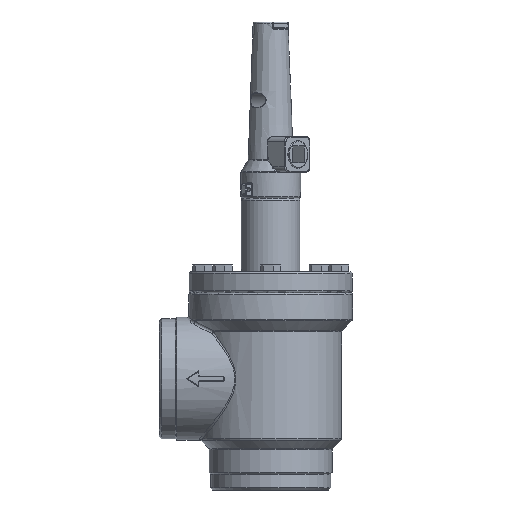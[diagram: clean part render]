
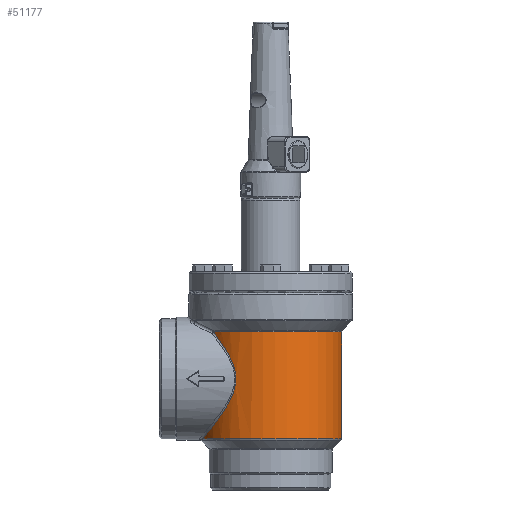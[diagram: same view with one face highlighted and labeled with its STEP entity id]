
A CAD part, front view. The second image highlights one B-rep face of the part: STEP entity #51177.
In plain terms, the highlighted cylindrical face has radius 67.5 mm (diameter 135 mm), a partial arc.
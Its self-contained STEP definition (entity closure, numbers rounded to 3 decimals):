
#1182=CARTESIAN_POINT('',(67.5,-0.,44.672));
#1183=VERTEX_POINT('',#1182);
#1184=CARTESIAN_POINT('',(67.5,0.,-57.172));
#1185=VERTEX_POINT('',#1184);
#1186=CARTESIAN_POINT('',(67.5,0.,44.672));
#1187=DIRECTION('',(-0.,-0.,-1.));
#1188=VECTOR('',#1187,101.843);
#1189=LINE('',#1186,#1188);
#1190=EDGE_CURVE('',#1183,#1185,#1189,.T.);
#8294=CARTESIAN_POINT('',(-54.644,-39.627,44.672));
#8295=VERTEX_POINT('',#8294);
#9294=CARTESIAN_POINT('',(-64.706,-19.221,-57.172));
#9295=VERTEX_POINT('',#9294);
#9324=CARTESIAN_POINT('',(-54.644,-39.627,44.672));
#9325=CARTESIAN_POINT('',(-53.318,-41.456,42.951));
#9326=CARTESIAN_POINT('',(-51.957,-43.14,41.151));
#9327=CARTESIAN_POINT('',(-50.581,-44.697,39.272));
#9328=CARTESIAN_POINT('',(-49.204,-46.255,37.392));
#9329=CARTESIAN_POINT('',(-47.812,-47.686,35.434));
#9330=CARTESIAN_POINT('',(-46.424,-49.,33.389));
#9331=CARTESIAN_POINT('',(-45.037,-50.315,31.344));
#9332=CARTESIAN_POINT('',(-43.654,-51.513,29.212));
#9333=CARTESIAN_POINT('',(-42.307,-52.596,26.973));
#9334=CARTESIAN_POINT('',(-41.634,-53.138,25.853));
#9335=CARTESIAN_POINT('',(-40.97,-53.651,24.706));
#9336=CARTESIAN_POINT('',(-40.321,-54.134,23.527));
#9337=CARTESIAN_POINT('',(-39.996,-54.376,22.938));
#9338=CARTESIAN_POINT('',(-39.675,-54.61,22.339));
#9339=CARTESIAN_POINT('',(-39.361,-54.836,21.736));
#9340=CARTESIAN_POINT('',(-39.047,-55.061,21.133));
#9341=CARTESIAN_POINT('',(-38.739,-55.278,20.525));
#9342=CARTESIAN_POINT('',(-38.439,-55.486,19.91));
#9343=CARTESIAN_POINT('',(-37.839,-55.902,18.681));
#9344=CARTESIAN_POINT('',(-37.268,-56.283,17.428));
#9345=CARTESIAN_POINT('',(-36.736,-56.628,16.147));
#9346=CARTESIAN_POINT('',(-36.205,-56.972,14.865));
#9347=CARTESIAN_POINT('',(-35.713,-57.281,13.555));
#9348=CARTESIAN_POINT('',(-35.274,-57.55,12.21));
#9349=CARTESIAN_POINT('',(-35.054,-57.685,11.537));
#9350=CARTESIAN_POINT('',(-34.847,-57.81,10.854));
#9351=CARTESIAN_POINT('',(-34.657,-57.923,10.167));
#9352=CARTESIAN_POINT('',(-34.467,-58.037,9.48));
#9353=CARTESIAN_POINT('',(-34.294,-58.14,8.789));
#9354=CARTESIAN_POINT('',(-34.138,-58.231,8.094));
#9355=CARTESIAN_POINT('',(-33.827,-58.413,6.704));
#9356=CARTESIAN_POINT('',(-33.589,-58.55,5.297));
#9357=CARTESIAN_POINT('',(-33.433,-58.638,3.873));
#9358=CARTESIAN_POINT('',(-33.355,-58.683,3.16));
#9359=CARTESIAN_POINT('',(-33.298,-58.715,2.444));
#9360=CARTESIAN_POINT('',(-33.263,-58.735,1.722));
#9361=CARTESIAN_POINT('',(-33.245,-58.745,1.361));
#9362=CARTESIAN_POINT('',(-33.233,-58.752,0.999));
#9363=CARTESIAN_POINT('',(-33.227,-58.756,0.636));
#9364=CARTESIAN_POINT('',(-33.22,-58.759,0.273));
#9365=CARTESIAN_POINT('',(-33.219,-58.76,-0.092));
#9366=CARTESIAN_POINT('',(-33.224,-58.757,-0.454));
#9367=CARTESIAN_POINT('',(-33.243,-58.747,-1.904));
#9368=CARTESIAN_POINT('',(-33.351,-58.686,-3.336));
#9369=CARTESIAN_POINT('',(-33.54,-58.577,-4.753));
#9370=CARTESIAN_POINT('',(-33.729,-58.469,-6.169));
#9371=CARTESIAN_POINT('',(-34.,-58.313,-7.569));
#9372=CARTESIAN_POINT('',(-34.34,-58.112,-8.954));
#9373=CARTESIAN_POINT('',(-34.426,-58.062,-9.301));
#9374=CARTESIAN_POINT('',(-34.515,-58.008,-9.646));
#9375=CARTESIAN_POINT('',(-34.609,-57.952,-9.991));
#9376=CARTESIAN_POINT('',(-34.703,-57.896,-10.336));
#9377=CARTESIAN_POINT('',(-34.801,-57.837,-10.679));
#9378=CARTESIAN_POINT('',(-34.903,-57.776,-11.02));
#9379=CARTESIAN_POINT('',(-35.106,-57.653,-11.702));
#9380=CARTESIAN_POINT('',(-35.323,-57.521,-12.374));
#9381=CARTESIAN_POINT('',(-35.552,-57.378,-13.038));
#9382=CARTESIAN_POINT('',(-36.011,-57.094,-14.365));
#9383=CARTESIAN_POINT('',(-36.52,-56.771,-15.658));
#9384=CARTESIAN_POINT('',(-37.064,-56.414,-16.923));
#9385=CARTESIAN_POINT('',(-37.609,-56.056,-18.187));
#9386=CARTESIAN_POINT('',(-38.191,-55.662,-19.424));
#9387=CARTESIAN_POINT('',(-38.799,-55.235,-20.638));
#9388=CARTESIAN_POINT('',(-39.408,-54.807,-21.852));
#9389=CARTESIAN_POINT('',(-40.045,-54.345,-23.042));
#9390=CARTESIAN_POINT('',(-40.701,-53.848,-24.212));
#9391=CARTESIAN_POINT('',(-41.358,-53.352,-25.383));
#9392=CARTESIAN_POINT('',(-42.03,-52.825,-26.523));
#9393=CARTESIAN_POINT('',(-42.71,-52.27,-27.637));
#9394=CARTESIAN_POINT('',(-44.069,-51.159,-29.864));
#9395=CARTESIAN_POINT('',(-45.461,-49.933,-31.985));
#9396=CARTESIAN_POINT('',(-46.855,-48.588,-34.021));
#9397=CARTESIAN_POINT('',(-48.25,-47.244,-36.057));
#9398=CARTESIAN_POINT('',(-49.647,-45.781,-38.007));
#9399=CARTESIAN_POINT('',(-51.026,-44.189,-39.877));
#9400=CARTESIAN_POINT('',(-51.715,-43.392,-40.813));
#9401=CARTESIAN_POINT('',(-52.4,-42.564,-41.728));
#9402=CARTESIAN_POINT('',(-53.079,-41.7,-42.623));
#9403=CARTESIAN_POINT('',(-53.418,-41.269,-43.071));
#9404=CARTESIAN_POINT('',(-53.755,-40.828,-43.514));
#9405=CARTESIAN_POINT('',(-54.089,-40.381,-43.949));
#9406=CARTESIAN_POINT('',(-54.423,-39.934,-44.385));
#9407=CARTESIAN_POINT('',(-54.753,-39.481,-44.813));
#9408=CARTESIAN_POINT('',(-55.079,-39.02,-45.234));
#9409=CARTESIAN_POINT('',(-56.384,-37.177,-46.919));
#9410=CARTESIAN_POINT('',(-57.63,-35.223,-48.494));
#9411=CARTESIAN_POINT('',(-58.8,-33.148,-49.954));
#9412=CARTESIAN_POINT('',(-59.971,-31.072,-51.414));
#9413=CARTESIAN_POINT('',(-61.066,-28.874,-52.761));
#9414=CARTESIAN_POINT('',(-62.066,-26.534,-53.98));
#9415=CARTESIAN_POINT('',(-62.316,-25.949,-54.285));
#9416=CARTESIAN_POINT('',(-62.561,-25.354,-54.582));
#9417=CARTESIAN_POINT('',(-62.796,-24.756,-54.868));
#9418=CARTESIAN_POINT('',(-63.032,-24.157,-55.155));
#9419=CARTESIAN_POINT('',(-63.261,-23.554,-55.431));
#9420=CARTESIAN_POINT('',(-63.481,-22.944,-55.697));
#9421=CARTESIAN_POINT('',(-63.921,-21.725,-56.229));
#9422=CARTESIAN_POINT('',(-64.33,-20.485,-56.721));
#9423=CARTESIAN_POINT('',(-64.706,-19.221,-57.172));
#9424=B_SPLINE_CURVE_WITH_KNOTS('',3,(#9324,#9325,#9326,#9327,#9328,#9329,#9330,#9331,#9332,#9333,#9334,#9335,#9336,#9337,#9338,#9339,#9340,#9341,#9342,#9343,#9344,#9345,#9346,#9347,#9348,#9349,
#9350,#9351,#9352,#9353,#9354,#9355,#9356,#9357,#9358,#9359,#9360,#9361,#9362,#9363,#9364,#9365,#9366,#9367,#9368,#9369,#9370,#9371,#9372,#9373,#9374,
#9375,#9376,#9377,#9378,#9379,#9380,#9381,#9382,#9383,#9384,#9385,#9386,#9387,#9388,#9389,#9390,#9391,#9392,#9393,#9394,#9395,#9396,#9397,#9398,#9399,
#9400,#9401,#9402,#9403,#9404,#9405,#9406,#9407,#9408,#9409,#9410,#9411,#9412,#9413,#9414,#9415,#9416,#9417,#9418,#9419,#9420,#9421,#9422,#9423),.UNSPECIFIED.,.F.,.F.,(4,3,3,3,3,3,3,3,3,3,3,3,3,3,3,3,3,3,3,3,3,3,3,3,3,3,
3,3,3,3,3,3,3,4),(0.213,0.221,0.23,0.238,0.243,0.245,0.247,0.251,0.255,0.258,0.26,0.264,0.266,0.267,0.268,0.272,0.277,0.278,0.279,0.281,0.285,0.289,0.294,0.298,0.307,0.315,
0.319,0.321,0.324,0.332,0.341,0.343,0.345,0.349),.UNSPECIFIED.);
#9425=EDGE_CURVE('',#8295,#9295,#9424,.T.);
#9666=CARTESIAN_POINT('',(0.,0.,-57.172));
#9667=DIRECTION('',(-0.,-0.,1.));
#9668=DIRECTION('',(-1.,0.,0.));
#9669=AXIS2_PLACEMENT_3D('',#9666,#9667,#9668);
#9670=CIRCLE('',#9669,67.5);
#9671=EDGE_CURVE('',#9295,#1185,#9670,.T.);
#51160=CARTESIAN_POINT('',(0.,0.,103.94));
#51161=DIRECTION('',(0.,0.,1.));
#51162=DIRECTION('',(1.,0.,-0.));
#51163=AXIS2_PLACEMENT_3D('',#51160,#51161,#51162);
#51164=CYLINDRICAL_SURFACE('',#51163,67.5);
#51165=ORIENTED_EDGE('',*,*,#1190,.F.);
#51166=CARTESIAN_POINT('',(0.,0.,44.672));
#51167=DIRECTION('',(-0.,-0.,-1.));
#51168=DIRECTION('',(1.,0.,-0.));
#51169=AXIS2_PLACEMENT_3D('',#51166,#51167,#51168);
#51170=CIRCLE('',#51169,67.5);
#51171=EDGE_CURVE('',#1183,#8295,#51170,.T.);
#51172=ORIENTED_EDGE('',*,*,#51171,.T.);
#51173=ORIENTED_EDGE('',*,*,#9425,.T.);
#51174=ORIENTED_EDGE('',*,*,#9671,.T.);
#51175=EDGE_LOOP('',(#51165,#51172,#51173,#51174));
#51176=FACE_BOUND('',#51175,.T.);
#51177=ADVANCED_FACE('',(#51176),#51164,.T.);
